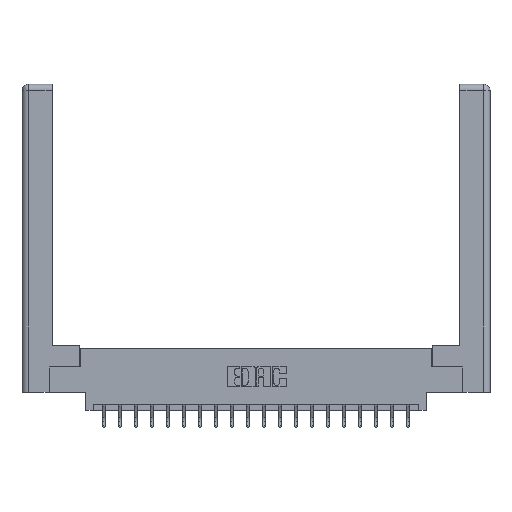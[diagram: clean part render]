
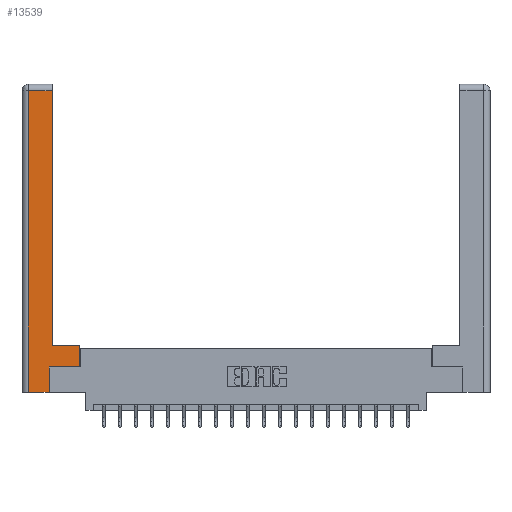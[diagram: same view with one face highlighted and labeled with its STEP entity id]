
A CAD part, top view. The second image highlights one B-rep face of the part: STEP entity #13539.
In plain terms, the highlighted planar face has unit normal (0, 0, 1).
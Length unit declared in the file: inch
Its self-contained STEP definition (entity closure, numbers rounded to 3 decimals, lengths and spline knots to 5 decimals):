
#198 = DIRECTION ( 'NONE',  ( -1., 0., 0. ) ) ;
#774 = EDGE_CURVE ( 'NONE', #19866, #11990, #15162, .T. ) ;
#2578 = ORIENTED_EDGE ( 'NONE', *, *, #774, .T. ) ;
#2706 = FACE_OUTER_BOUND ( 'NONE', #8317, .T. ) ;
#3290 = VECTOR ( 'NONE', #12248, 39.37008 ) ;
#3394 = DIRECTION ( 'NONE',  ( 0., 0., -1. ) ) ;
#4113 = VERTEX_POINT ( 'NONE', #11463 ) ;
#4198 = CARTESIAN_POINT ( 'NONE',  ( 0.265, 0., 0. ) ) ;
#4477 = CARTESIAN_POINT ( 'NONE',  ( 0.565, 0.245, 0. ) ) ;
#4591 = EDGE_CURVE ( 'NONE', #17047, #4599, #12604, .T. ) ;
#4599 = VERTEX_POINT ( 'NONE', #14069 ) ;
#4615 = DIRECTION ( 'NONE',  ( 1., 0., 0. ) ) ;
#5891 = VECTOR ( 'NONE', #14294, 39.37008 ) ;
#6154 = ORIENTED_EDGE ( 'NONE', *, *, #18248, .T. ) ;
#6389 = LINE ( 'NONE', #4477, #17991 ) ;
#7088 = VECTOR ( 'NONE', #9969, 39.37008 ) ;
#7230 = EDGE_CURVE ( 'NONE', #20437, #9493, #15365, .T. ) ;
#7909 = CARTESIAN_POINT ( 'NONE',  ( 0.295, 3., 0. ) ) ;
#8317 = EDGE_LOOP ( 'NONE', ( #8340, #10390, #18071, #12965, #9696, #6154, #8332, #2578 ) ) ;
#8324 = VERTEX_POINT ( 'NONE', #20605 ) ;
#8332 = ORIENTED_EDGE ( 'NONE', *, *, #12310, .T. ) ;
#8340 = ORIENTED_EDGE ( 'NONE', *, *, #13528, .T. ) ;
#8644 = VECTOR ( 'NONE', #14213, 39.37008 ) ;
#9493 = VERTEX_POINT ( 'NONE', #15695 ) ;
#9518 = DIRECTION ( 'NONE',  ( 0., 1., 0. ) ) ;
#9696 = ORIENTED_EDGE ( 'NONE', *, *, #11948, .T. ) ;
#9969 = DIRECTION ( 'NONE',  ( 0., 1., 0. ) ) ;
#10390 = ORIENTED_EDGE ( 'NONE', *, *, #4591, .T. ) ;
#10504 = VECTOR ( 'NONE', #9518, 39.37008 ) ;
#10735 = CARTESIAN_POINT ( 'NONE',  ( 0.295, 2.94, 0. ) ) ;
#10910 = CARTESIAN_POINT ( 'NONE',  ( 0.0615, 2.94, 0. ) ) ;
#11463 = CARTESIAN_POINT ( 'NONE',  ( 0.265, 0.245, 0. ) ) ;
#11948 = EDGE_CURVE ( 'NONE', #9493, #4113, #19285, .T. ) ;
#11990 = VERTEX_POINT ( 'NONE', #13812 ) ;
#12248 = DIRECTION ( 'NONE',  ( 0., 1., 0. ) ) ;
#12310 = EDGE_CURVE ( 'NONE', #8324, #19866, #20539, .T. ) ;
#12392 = CARTESIAN_POINT ( 'NONE',  ( 0.565, 0.45, 0. ) ) ;
#12604 = LINE ( 'NONE', #10910, #16722 ) ;
#12851 = VECTOR ( 'NONE', #20761, 39.37008 ) ;
#12965 = ORIENTED_EDGE ( 'NONE', *, *, #7230, .T. ) ;
#13528 = EDGE_CURVE ( 'NONE', #11990, #17047, #15341, .T. ) ;
#13539 = ADVANCED_FACE ( 'NONE', ( #2706 ), #18380, .F. ) ;
#13774 = CARTESIAN_POINT ( 'NONE',  ( 0.0615, 0., 0. ) ) ;
#13812 = CARTESIAN_POINT ( 'NONE',  ( 0.295, 0.45, 0. ) ) ;
#14069 = CARTESIAN_POINT ( 'NONE',  ( 0.0615, 2.94, 0. ) ) ;
#14213 = DIRECTION ( 'NONE',  ( 1., 0., 0. ) ) ;
#14219 = CARTESIAN_POINT ( 'NONE',  ( 0.0615, 0., 0. ) ) ;
#14294 = DIRECTION ( 'NONE',  ( 0., -1., 0. ) ) ;
#14724 = CARTESIAN_POINT ( 'NONE',  ( 0.295, 0.45, 0. ) ) ;
#15162 = LINE ( 'NONE', #14724, #12851 ) ;
#15341 = LINE ( 'NONE', #7909, #7088 ) ;
#15365 = LINE ( 'NONE', #4198, #8644 ) ;
#15693 = LINE ( 'NONE', #14219, #5891 ) ;
#15695 = CARTESIAN_POINT ( 'NONE',  ( 0.265, 0., 0. ) ) ;
#15927 = CARTESIAN_POINT ( 'NONE',  ( 0.565, 0.45, 0. ) ) ;
#16722 = VECTOR ( 'NONE', #19266, 39.37008 ) ;
#17047 = VERTEX_POINT ( 'NONE', #10735 ) ;
#17756 = CARTESIAN_POINT ( 'NONE',  ( 0.265, 0.245, 0. ) ) ;
#17991 = VECTOR ( 'NONE', #4615, 39.37008 ) ;
#18071 = ORIENTED_EDGE ( 'NONE', *, *, #21230, .T. ) ;
#18248 = EDGE_CURVE ( 'NONE', #4113, #8324, #6389, .T. ) ;
#18380 = PLANE ( 'NONE',  #19290 ) ;
#19266 = DIRECTION ( 'NONE',  ( -1., 0., 0. ) ) ;
#19285 = LINE ( 'NONE', #17756, #10504 ) ;
#19290 = AXIS2_PLACEMENT_3D ( 'NONE', #19899, #3394, #198 ) ;
#19866 = VERTEX_POINT ( 'NONE', #15927 ) ;
#19899 = CARTESIAN_POINT ( 'NONE',  ( 0., 0., 0. ) ) ;
#20437 = VERTEX_POINT ( 'NONE', #13774 ) ;
#20539 = LINE ( 'NONE', #12392, #3290 ) ;
#20605 = CARTESIAN_POINT ( 'NONE',  ( 0.565, 0.245, 0. ) ) ;
#20761 = DIRECTION ( 'NONE',  ( -1., 0., 0. ) ) ;
#21230 = EDGE_CURVE ( 'NONE', #4599, #20437, #15693, .T. ) ;
